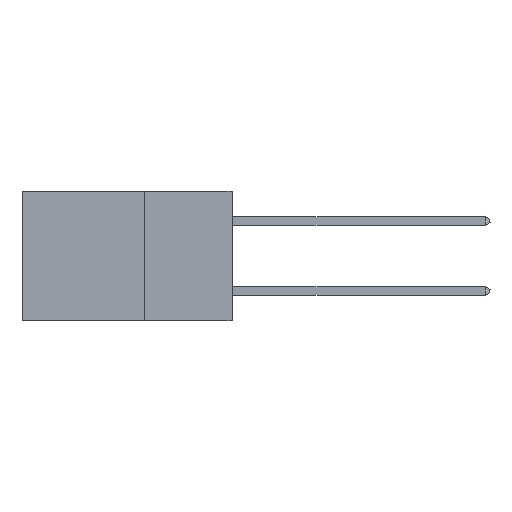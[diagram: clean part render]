
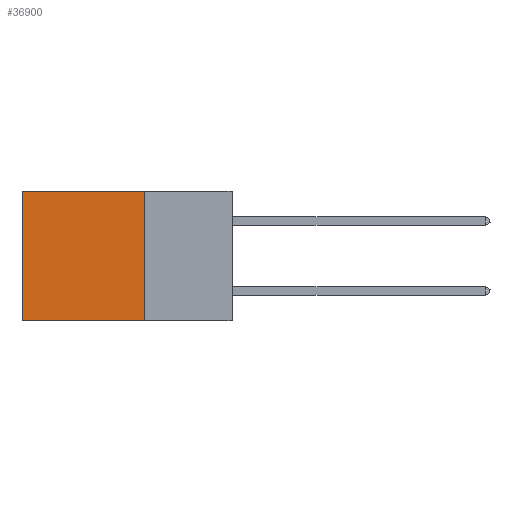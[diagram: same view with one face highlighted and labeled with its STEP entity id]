
A CAD part, left-side view. The second image highlights one B-rep face of the part: STEP entity #36900.
In plain terms, the highlighted planar face has unit normal (-1, 0, 0).
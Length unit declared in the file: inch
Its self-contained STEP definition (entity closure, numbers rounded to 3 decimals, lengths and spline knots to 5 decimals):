
#5868 = PLANE ( 'NONE',  #9667 ) ;
#6745 = CARTESIAN_POINT ( 'NONE',  ( 0.2875, 0.25, -0.37 ) ) ;
#9009 = EDGE_CURVE ( 'NONE', #22156, #30463, #37830, .T. ) ;
#9042 = VECTOR ( 'NONE', #17356, 39.37008 ) ;
#9667 = AXIS2_PLACEMENT_3D ( 'NONE', #37209, #16508, #40673 ) ;
#10659 = EDGE_LOOP ( 'NONE', ( #23250, #39581, #19616, #30748 ) ) ;
#11282 = CARTESIAN_POINT ( 'NONE',  ( 0.2875, 0.25, 0. ) ) ;
#13133 = LINE ( 'NONE', #41302, #38616 ) ;
#16508 = DIRECTION ( 'NONE',  ( 1., 0., 0. ) ) ;
#17077 = VECTOR ( 'NONE', #34728, 39.37008 ) ;
#17193 = CARTESIAN_POINT ( 'NONE',  ( 0.2875, 0.25, -0.37 ) ) ;
#17356 = DIRECTION ( 'NONE',  ( 0., 1., 0. ) ) ;
#19616 = ORIENTED_EDGE ( 'NONE', *, *, #43596, .F. ) ;
#19762 = CARTESIAN_POINT ( 'NONE',  ( 0.2875, 0.6, 0. ) ) ;
#22156 = VERTEX_POINT ( 'NONE', #17193 ) ;
#23250 = ORIENTED_EDGE ( 'NONE', *, *, #38377, .T. ) ;
#26581 = DIRECTION ( 'NONE',  ( 0., 1., 0. ) ) ;
#29383 = VECTOR ( 'NONE', #26581, 39.37008 ) ;
#30463 = VERTEX_POINT ( 'NONE', #33395 ) ;
#30748 = ORIENTED_EDGE ( 'NONE', *, *, #40734, .T. ) ;
#31056 = VERTEX_POINT ( 'NONE', #19762 ) ;
#31248 = CARTESIAN_POINT ( 'NONE',  ( 0.2875, 0.6, 0. ) ) ;
#31821 = FACE_OUTER_BOUND ( 'NONE', #10659, .T. ) ;
#32128 = VERTEX_POINT ( 'NONE', #11282 ) ;
#33395 = CARTESIAN_POINT ( 'NONE',  ( 0.2875, 0.6, -0.37 ) ) ;
#34728 = DIRECTION ( 'NONE',  ( 0., 0., -1. ) ) ;
#35462 = LINE ( 'NONE', #31248, #17077 ) ;
#36900 = ADVANCED_FACE ( 'NONE', ( #31821 ), #5868, .F. ) ;
#37209 = CARTESIAN_POINT ( 'NONE',  ( 0.2875, 0.25, 0. ) ) ;
#37830 = LINE ( 'NONE', #6745, #9042 ) ;
#38377 = EDGE_CURVE ( 'NONE', #31056, #30463, #35462, .T. ) ;
#38562 = LINE ( 'NONE', #40262, #29383 ) ;
#38616 = VECTOR ( 'NONE', #44790, 39.37008 ) ;
#39581 = ORIENTED_EDGE ( 'NONE', *, *, #9009, .F. ) ;
#40262 = CARTESIAN_POINT ( 'NONE',  ( 0.2875, 0.25, 0. ) ) ;
#40673 = DIRECTION ( 'NONE',  ( 0., 0., -1. ) ) ;
#40734 = EDGE_CURVE ( 'NONE', #32128, #31056, #38562, .T. ) ;
#41302 = CARTESIAN_POINT ( 'NONE',  ( 0.2875, 0.25, 0. ) ) ;
#43596 = EDGE_CURVE ( 'NONE', #32128, #22156, #13133, .T. ) ;
#44790 = DIRECTION ( 'NONE',  ( 0., 0., -1. ) ) ;
